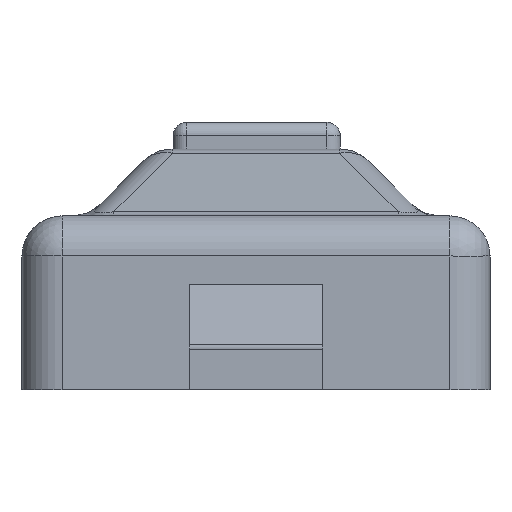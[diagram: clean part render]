
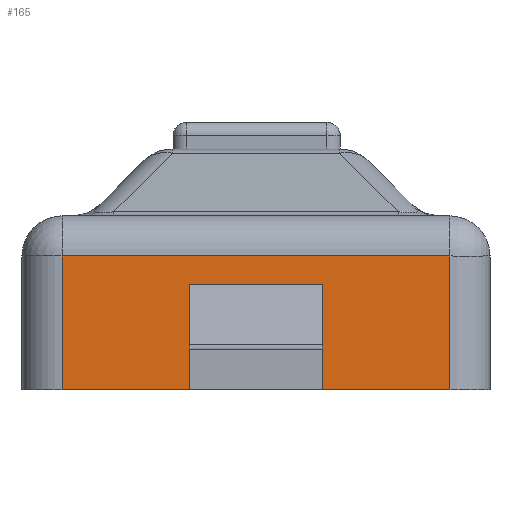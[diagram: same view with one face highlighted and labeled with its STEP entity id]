
A CAD part, left-side view. The second image highlights one B-rep face of the part: STEP entity #165.
In plain terms, the highlighted planar face has unit normal (-1, 0, 0).
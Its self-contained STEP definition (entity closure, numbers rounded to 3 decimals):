
#33 = VERTEX_POINT('',#34);
#34 = CARTESIAN_POINT('',(-1.181,0.197,0.31));
#42 = EDGE_CURVE('',#33,#43,#45,.T.);
#43 = VERTEX_POINT('',#44);
#44 = CARTESIAN_POINT('',(-1.181,-0.197,0.31));
#45 = LINE('',#46,#47);
#46 = CARTESIAN_POINT('',(-1.181,-0.246,0.31));
#47 = VECTOR('',#48,1.);
#48 = DIRECTION('',(0.,-1.,0.));
#75 = VERTEX_POINT('',#76);
#76 = CARTESIAN_POINT('',(-1.181,0.197,0.165));
#98 = EDGE_CURVE('',#33,#75,#99,.T.);
#99 = LINE('',#100,#101);
#100 = CARTESIAN_POINT('',(-1.181,0.197,0.));
#101 = VECTOR('',#102,1.);
#102 = DIRECTION('',(0.,0.,-1.));
#140 = VERTEX_POINT('',#141);
#141 = CARTESIAN_POINT('',(-1.181,-0.197,0.165));
#155 = EDGE_CURVE('',#43,#140,#156,.T.);
#156 = LINE('',#157,#158);
#157 = CARTESIAN_POINT('',(-1.181,-0.197,0.));
#158 = VECTOR('',#159,1.);
#159 = DIRECTION('',(0.,0.,-1.));
#165 = ADVANCED_FACE('',(#166,#232),#243,.F.);
#166 = FACE_BOUND('',#167,.F.);
#167 = EDGE_LOOP('',(#168,#178,#186,#194,#202,#210,#218,#226));
#168 = ORIENTED_EDGE('',*,*,#169,.F.);
#169 = EDGE_CURVE('',#170,#172,#174,.T.);
#170 = VERTEX_POINT('',#171);
#171 = CARTESIAN_POINT('',(-1.181,-0.571,0.));
#172 = VERTEX_POINT('',#173);
#173 = CARTESIAN_POINT('',(-1.181,-0.571,0.394));
#174 = LINE('',#175,#176);
#175 = CARTESIAN_POINT('',(-1.181,-0.571,0.));
#176 = VECTOR('',#177,1.);
#177 = DIRECTION('',(0.,0.,1.));
#178 = ORIENTED_EDGE('',*,*,#179,.T.);
#179 = EDGE_CURVE('',#170,#180,#182,.T.);
#180 = VERTEX_POINT('',#181);
#181 = CARTESIAN_POINT('',(-1.181,-0.197,0.));
#182 = LINE('',#183,#184);
#183 = CARTESIAN_POINT('',(-1.181,-0.689,0.));
#184 = VECTOR('',#185,1.);
#185 = DIRECTION('',(0.,1.,0.));
#186 = ORIENTED_EDGE('',*,*,#187,.T.);
#187 = EDGE_CURVE('',#180,#188,#190,.T.);
#188 = VERTEX_POINT('',#189);
#189 = CARTESIAN_POINT('',(-1.181,-0.197,0.118));
#190 = LINE('',#191,#192);
#191 = CARTESIAN_POINT('',(-1.181,-0.197,0.));
#192 = VECTOR('',#193,1.);
#193 = DIRECTION('',(0.,0.,1.));
#194 = ORIENTED_EDGE('',*,*,#195,.F.);
#195 = EDGE_CURVE('',#196,#188,#198,.T.);
#196 = VERTEX_POINT('',#197);
#197 = CARTESIAN_POINT('',(-1.181,0.197,0.118));
#198 = LINE('',#199,#200);
#199 = CARTESIAN_POINT('',(-1.181,-0.443,0.118));
#200 = VECTOR('',#201,1.);
#201 = DIRECTION('',(0.,-1.,0.));
#202 = ORIENTED_EDGE('',*,*,#203,.F.);
#203 = EDGE_CURVE('',#204,#196,#206,.T.);
#204 = VERTEX_POINT('',#205);
#205 = CARTESIAN_POINT('',(-1.181,0.197,0.));
#206 = LINE('',#207,#208);
#207 = CARTESIAN_POINT('',(-1.181,0.197,0.));
#208 = VECTOR('',#209,1.);
#209 = DIRECTION('',(0.,0.,1.));
#210 = ORIENTED_EDGE('',*,*,#211,.T.);
#211 = EDGE_CURVE('',#204,#212,#214,.T.);
#212 = VERTEX_POINT('',#213);
#213 = CARTESIAN_POINT('',(-1.181,0.571,0.));
#214 = LINE('',#215,#216);
#215 = CARTESIAN_POINT('',(-1.181,-0.689,0.));
#216 = VECTOR('',#217,1.);
#217 = DIRECTION('',(0.,1.,0.));
#218 = ORIENTED_EDGE('',*,*,#219,.T.);
#219 = EDGE_CURVE('',#212,#220,#222,.T.);
#220 = VERTEX_POINT('',#221);
#221 = CARTESIAN_POINT('',(-1.181,0.571,0.394));
#222 = LINE('',#223,#224);
#223 = CARTESIAN_POINT('',(-1.181,0.571,0.));
#224 = VECTOR('',#225,1.);
#225 = DIRECTION('',(0.,0.,1.));
#226 = ORIENTED_EDGE('',*,*,#227,.F.);
#227 = EDGE_CURVE('',#172,#220,#228,.T.);
#228 = LINE('',#229,#230);
#229 = CARTESIAN_POINT('',(-1.181,-0.689,0.394));
#230 = VECTOR('',#231,1.);
#231 = DIRECTION('',(0.,1.,0.));
#232 = FACE_BOUND('',#233,.F.);
#233 = EDGE_LOOP('',(#234,#235,#236,#242));
#234 = ORIENTED_EDGE('',*,*,#42,.F.);
#235 = ORIENTED_EDGE('',*,*,#98,.T.);
#236 = ORIENTED_EDGE('',*,*,#237,.F.);
#237 = EDGE_CURVE('',#140,#75,#238,.T.);
#238 = LINE('',#239,#240);
#239 = CARTESIAN_POINT('',(-1.181,-0.246,0.165));
#240 = VECTOR('',#241,1.);
#241 = DIRECTION('',(0.,1.,0.));
#242 = ORIENTED_EDGE('',*,*,#155,.F.);
#243 = PLANE('',#244);
#244 = AXIS2_PLACEMENT_3D('',#245,#246,#247);
#245 = CARTESIAN_POINT('',(-1.181,-0.689,0.));
#246 = DIRECTION('',(1.,0.,0.));
#247 = DIRECTION('',(0.,0.,1.));
